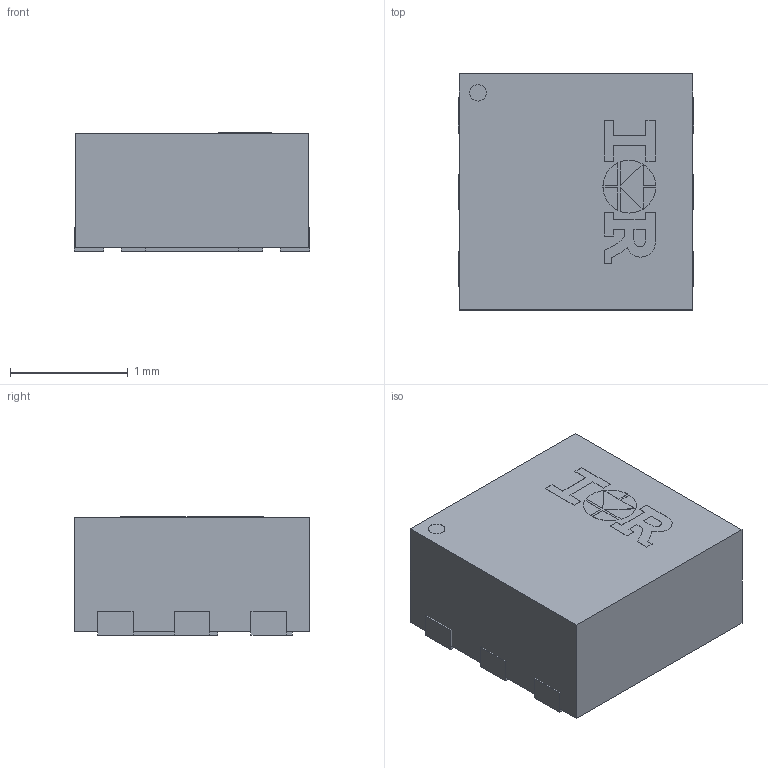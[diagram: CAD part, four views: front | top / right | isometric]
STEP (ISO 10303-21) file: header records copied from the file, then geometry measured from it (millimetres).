
FILE_DESCRIPTION(/* description */ (''),/* implementation_level */ '2;1');
FILE_NAME(/* name */ 'PG-TSDSON-6-900_Z8B00222423_V01_3D.stp',/* time_stamp */ '2024-01-04T14:55:44+05:30',/* author */ ('Subramani'),/* organization */ (''),/* preprocessor_version */ 'ST-DEVELOPER v19.2',/* originating_system */ 'AutoCAD Mechanical',/* authorisation */ '');
FILE_SCHEMA (('AUTOMOTIVE_DESIGN { 1 0 10303 214 3 1 1 }'));
Length unit declared in the file: millimetre
Products named in the file (1): Product
Bounding box: 2 x 2 x 1 mm (x, y, z)
Surface area: 22.5 mm2
Topology: 16 solids, 16 shells, 131 faces, 294 edges, 196 vertices
Faces by surface type: plane 113, cylinder 18
Full cylindrical faces by diameter (mm): 0.14 x2
Entity records: 3634 total; most frequent: CARTESIAN_POINT 622, DIRECTION 594, ORIENTED_EDGE 588, EDGE_CURVE 294, LINE 258, VECTOR 258, VERTEX_POINT 196, AXIS2_PLACEMENT_3D 168
